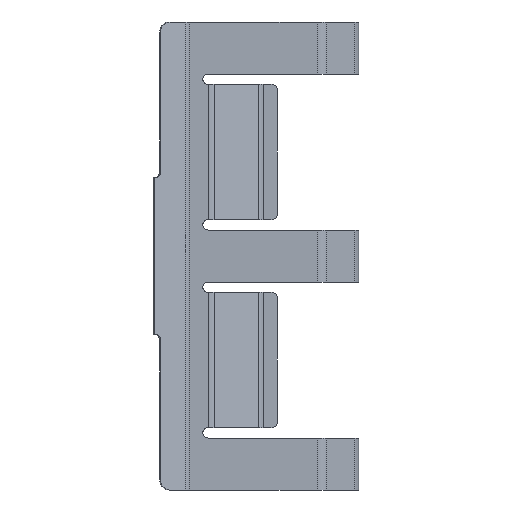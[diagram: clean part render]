
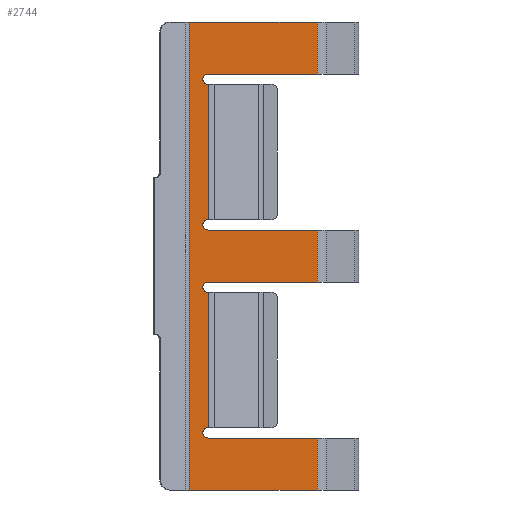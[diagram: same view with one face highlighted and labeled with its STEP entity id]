
A CAD part, left-side view. The second image highlights one B-rep face of the part: STEP entity #2744.
In plain terms, the highlighted planar face has unit normal (-1, 0, 0).
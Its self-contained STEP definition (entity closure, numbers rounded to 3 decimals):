
#45=PLANE($,#2963);
#166=FACE_OUTER_BOUND($,#336,.T.);
#336=EDGE_LOOP($,(#2009,#2010,#2011,#2012,#2013,#2014,#2015,#2016,#2017,
#2018,#2019,#2020,#2021,#2022,#2023,#2024));
#461=LINE($,#4050,#749);
#481=LINE($,#4116,#769);
#525=LINE($,#4249,#813);
#530=LINE($,#4262,#818);
#556=LINE($,#4329,#844);
#557=LINE($,#4332,#845);
#558=LINE($,#4336,#846);
#559=LINE($,#4340,#847);
#560=LINE($,#4341,#848);
#561=LINE($,#4343,#849);
#562=LINE($,#4347,#850);
#563=LINE($,#4350,#851);
#749=VECTOR($,#3172,5.);
#769=VECTOR($,#3236,5.);
#813=VECTOR($,#3360,12.28);
#818=VECTOR($,#3373,12.28);
#844=VECTOR($,#3445,45.);
#845=VECTOR($,#3448,10.5);
#846=VECTOR($,#3451,13.);
#847=VECTOR($,#3454,10.5);
#848=VECTOR($,#3455,5.);
#849=VECTOR($,#3456,10.5);
#850=VECTOR($,#3459,13.);
#851=VECTOR($,#3462,10.5);
#1083=CIRCLE($,#2964,0.5);
#1084=CIRCLE($,#2965,0.5);
#1085=CIRCLE($,#2966,0.5);
#1086=CIRCLE($,#2967,0.5);
#1161=VERTEX_POINT($,#4046);
#1163=VERTEX_POINT($,#4049);
#1185=VERTEX_POINT($,#4112);
#1187=VERTEX_POINT($,#4115);
#1233=VERTEX_POINT($,#4237);
#1235=VERTEX_POINT($,#4243);
#1237=VERTEX_POINT($,#4253);
#1259=VERTEX_POINT($,#4331);
#1260=VERTEX_POINT($,#4333);
#1261=VERTEX_POINT($,#4335);
#1262=VERTEX_POINT($,#4337);
#1263=VERTEX_POINT($,#4339);
#1264=VERTEX_POINT($,#4342);
#1265=VERTEX_POINT($,#4344);
#1266=VERTEX_POINT($,#4346);
#1267=VERTEX_POINT($,#4348);
#1402=EDGE_CURVE($,#1161,#1163,#461,.T.);
#1434=EDGE_CURVE($,#1185,#1187,#481,.T.);
#1501=EDGE_CURVE($,#1187,#1235,#525,.T.);
#1508=EDGE_CURVE($,#1237,#1233,#530,.T.);
#1542=EDGE_CURVE($,#1233,#1235,#556,.T.);
#1543=EDGE_CURVE($,#1259,#1161,#557,.T.);
#1544=EDGE_CURVE($,#1259,#1260,#1083,.T.);
#1545=EDGE_CURVE($,#1260,#1261,#558,.T.);
#1546=EDGE_CURVE($,#1261,#1262,#1084,.T.);
#1547=EDGE_CURVE($,#1263,#1262,#559,.T.);
#1548=EDGE_CURVE($,#1237,#1263,#560,.T.);
#1549=EDGE_CURVE($,#1264,#1185,#561,.T.);
#1550=EDGE_CURVE($,#1264,#1265,#1085,.T.);
#1551=EDGE_CURVE($,#1265,#1266,#562,.T.);
#1552=EDGE_CURVE($,#1266,#1267,#1086,.T.);
#1553=EDGE_CURVE($,#1163,#1267,#563,.T.);
#2009=ORIENTED_EDGE($,*,*,#1543,.F.);
#2010=ORIENTED_EDGE($,*,*,#1544,.T.);
#2011=ORIENTED_EDGE($,*,*,#1545,.T.);
#2012=ORIENTED_EDGE($,*,*,#1546,.T.);
#2013=ORIENTED_EDGE($,*,*,#1547,.F.);
#2014=ORIENTED_EDGE($,*,*,#1548,.F.);
#2015=ORIENTED_EDGE($,*,*,#1508,.T.);
#2016=ORIENTED_EDGE($,*,*,#1542,.T.);
#2017=ORIENTED_EDGE($,*,*,#1501,.F.);
#2018=ORIENTED_EDGE($,*,*,#1434,.F.);
#2019=ORIENTED_EDGE($,*,*,#1549,.F.);
#2020=ORIENTED_EDGE($,*,*,#1550,.T.);
#2021=ORIENTED_EDGE($,*,*,#1551,.T.);
#2022=ORIENTED_EDGE($,*,*,#1552,.T.);
#2023=ORIENTED_EDGE($,*,*,#1553,.F.);
#2024=ORIENTED_EDGE($,*,*,#1402,.F.);
#2744=ADVANCED_FACE($,(#166),#45,.T.);
#2963=AXIS2_PLACEMENT_3D($,#4330,#3446,#3447);
#2964=AXIS2_PLACEMENT_3D($,#4334,#3449,#3450);
#2965=AXIS2_PLACEMENT_3D($,#4338,#3452,#3453);
#2966=AXIS2_PLACEMENT_3D($,#4345,#3457,#3458);
#2967=AXIS2_PLACEMENT_3D($,#4349,#3460,#3461);
#3172=DIRECTION($,(0.,0.,-1.));
#3236=DIRECTION($,(0.,0.,-1.));
#3360=DIRECTION($,(0.,1.,0.));
#3373=DIRECTION($,(0.,1.,0.));
#3445=DIRECTION($,(0.,0.,-1.));
#3446=DIRECTION('center_axis',(-1.,0.,0.));
#3447=DIRECTION('ref_axis',(0.,-1.,0.));
#3448=DIRECTION($,(0.,-1.,0.));
#3449=DIRECTION('center_axis',(1.,0.,0.));
#3450=DIRECTION('ref_axis',(0.,-1.,0.));
#3451=DIRECTION($,(0.,0.,1.));
#3452=DIRECTION('center_axis',(1.,0.,0.));
#3453=DIRECTION('ref_axis',(0.,-1.,0.));
#3454=DIRECTION($,(0.,1.,0.));
#3455=DIRECTION($,(0.,0.,-1.));
#3456=DIRECTION($,(0.,-1.,0.));
#3457=DIRECTION('center_axis',(1.,0.,0.));
#3458=DIRECTION('ref_axis',(0.,-1.,0.));
#3459=DIRECTION($,(0.,0.,1.));
#3460=DIRECTION('center_axis',(1.,0.,0.));
#3461=DIRECTION('ref_axis',(0.,-1.,0.));
#3462=DIRECTION($,(0.,1.,0.));
#4046=CARTESIAN_POINT('',(-4.,4.538,2.5));
#4049=CARTESIAN_POINT('',(-4.,4.538,-2.5));
#4050=CARTESIAN_POINT($,(-4.,4.538,22.5));
#4112=CARTESIAN_POINT('',(-4.,4.538,-17.5));
#4115=CARTESIAN_POINT('',(-4.,4.538,-22.5));
#4116=CARTESIAN_POINT($,(-4.,4.538,22.5));
#4237=CARTESIAN_POINT('',(-4.,16.819,22.5));
#4243=CARTESIAN_POINT('',(-4.,16.819,-22.5));
#4249=CARTESIAN_POINT($,(-4.,17.,-22.5));
#4253=CARTESIAN_POINT('',(-4.,4.538,22.5));
#4262=CARTESIAN_POINT($,(-4.,17.,22.5));
#4329=CARTESIAN_POINT($,(-4.,16.819,22.5));
#4330=CARTESIAN_POINT('Origin',(-4.,17.,22.5));
#4331=CARTESIAN_POINT('',(-4.,15.038,2.5));
#4332=CARTESIAN_POINT($,(-4.,17.,2.5));
#4333=CARTESIAN_POINT('',(-4.,15.038,3.5));
#4334=CARTESIAN_POINT('Origin',(-4.,15.038,3.));
#4335=CARTESIAN_POINT('',(-4.,15.038,16.5));
#4336=CARTESIAN_POINT($,(-4.,15.038,3.5));
#4337=CARTESIAN_POINT('',(-4.,15.038,17.5));
#4338=CARTESIAN_POINT('Origin',(-4.,15.038,17.));
#4339=CARTESIAN_POINT('',(-4.,4.538,17.5));
#4340=CARTESIAN_POINT($,(-4.,17.,17.5));
#4341=CARTESIAN_POINT($,(-4.,4.538,22.5));
#4342=CARTESIAN_POINT('',(-4.,15.038,-17.5));
#4343=CARTESIAN_POINT($,(-4.,17.,-17.5));
#4344=CARTESIAN_POINT('',(-4.,15.038,-16.5));
#4345=CARTESIAN_POINT('Origin',(-4.,15.038,-17.));
#4346=CARTESIAN_POINT('',(-4.,15.038,-3.5));
#4347=CARTESIAN_POINT($,(-4.,15.038,-16.5));
#4348=CARTESIAN_POINT('',(-4.,15.038,-2.5));
#4349=CARTESIAN_POINT('Origin',(-4.,15.038,-3.));
#4350=CARTESIAN_POINT($,(-4.,17.,-2.5));
